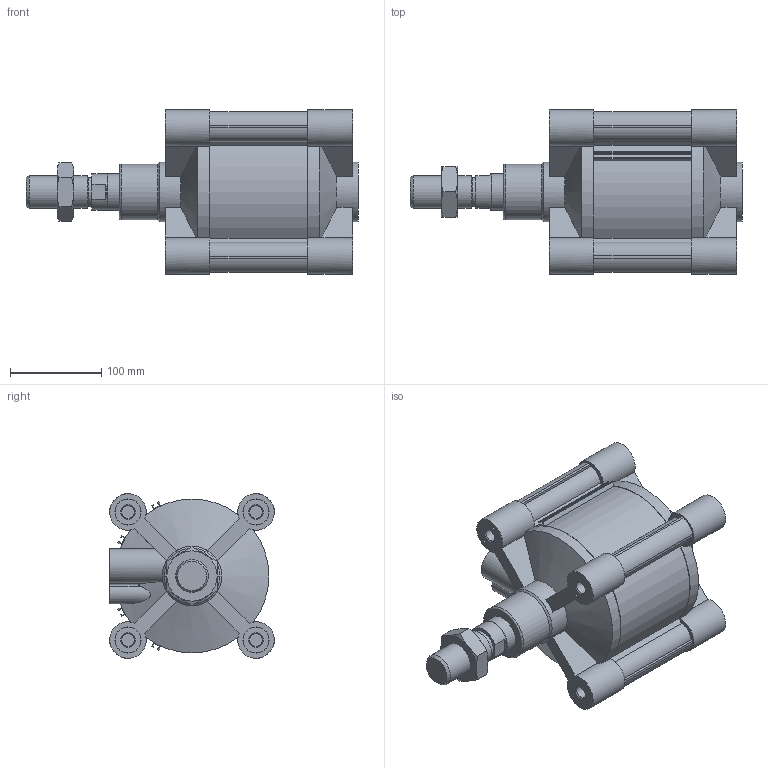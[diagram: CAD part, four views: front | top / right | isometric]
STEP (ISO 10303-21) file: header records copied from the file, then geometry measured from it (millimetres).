
FILE_DESCRIPTION( ( 'STEP AP214' ), '1' );
FILE_NAME( '1390.160.25.01(00).stp', '2021-09-23T18:43:26', ( 'License CC BY-ND 4.0' ), ( 'CADENAS' ), ' ', 'PARTsolutions', ' ' );
FILE_SCHEMA( ( 'AUTOMOTIVE_DESIGN { 1 0 10303 214 1 1 1 1 }' ) );
Length unit declared in the file: millimetre
Products named in the file (6): 1390.160.25.01(00); _160_left_head; _160250CI0; _160-right_head; _160250_piston; _1320.160.18F
Assembly tree (5 placements, depth 2):
  1390.160.25.01(00)
    _160_left_head
    _160250CI0
    _160-right_head
    _160250_piston
    _1320.160.18F
Bounding box: 363 x 180 x 180 mm (x, y, z)
Volume: 4158616.4 mm3; surface area: 539926.1 mm2
Topology: 5 solids, 5 shells, 278 faces, 676 edges, 440 vertices
Faces by surface type: plane 150, cylinder 89, cone 38, torus 1
Full cylindrical faces by diameter (mm): 13.835 x8, 15 x2, 23 x4, 24.117 x2, 28 x8, 28.5 x8, 31.8 x1, 33.835 x1, 36 x1, 39.5 x1, 40 x2, 61 x1, 65 x2, 160 x4
Entity records: 10562 total; most frequent: CARTESIAN_POINT 1876, DIRECTION 1326, ORIENTED_EDGE 1222, EDGE_CURVE 611, AXIS2_PLACEMENT_3D 501, VERTEX_POINT 437, EDGE_LOOP 386, FACE_OUTER_BOUND 324
